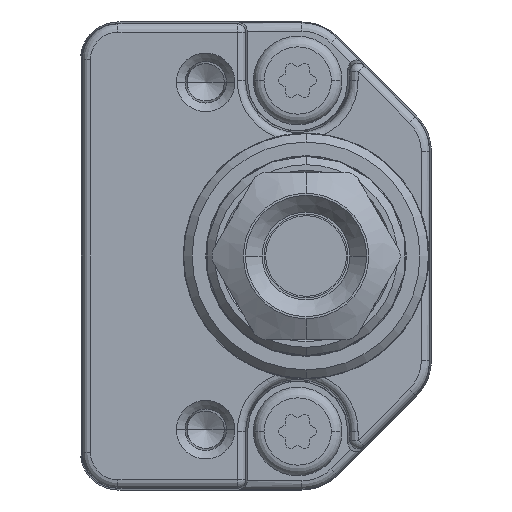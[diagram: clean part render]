
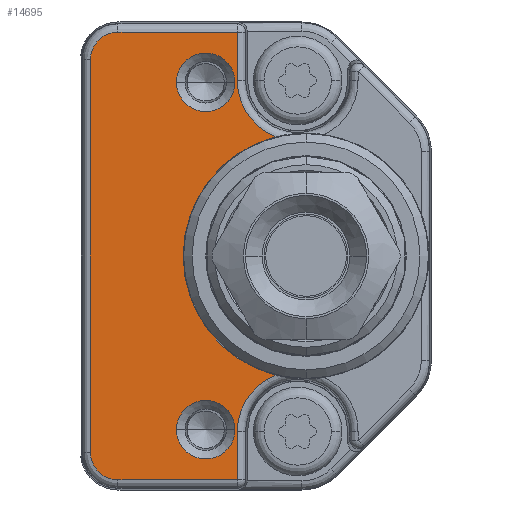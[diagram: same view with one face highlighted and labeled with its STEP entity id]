
A CAD part, left-side view. The second image highlights one B-rep face of the part: STEP entity #14695.
In plain terms, the highlighted planar face has unit normal (-1, 0, 0).
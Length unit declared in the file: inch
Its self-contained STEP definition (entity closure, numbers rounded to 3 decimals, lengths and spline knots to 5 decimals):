
#294=DIRECTION('',(0.,0.,1.));
#295=VECTOR('',#294,0.11399);
#296=CARTESIAN_POINT('',(-0.49213,0.45723,
-0.52737));
#297=LINE('',#296,#295);
#298=DIRECTION('',(0.,-1.,0.));
#299=VECTOR('',#298,0.28096);
#300=CARTESIAN_POINT('',(-0.49213,0.73819,
-0.52737));
#301=LINE('',#300,#299);
#302=CARTESIAN_POINT('',(-0.49213,0.73819,
-0.4626));
#303=DIRECTION('',(-1.,0.,0.));
#304=DIRECTION('',(0.,1.,0.));
#305=AXIS2_PLACEMENT_3D('',#302,#303,#304);
#307=DIRECTION('',(0.,0.,-1.));
#308=VECTOR('',#307,0.9252);
#309=CARTESIAN_POINT('',(-0.49213,0.80296,
0.4626));
#310=LINE('',#309,#308);
#311=CARTESIAN_POINT('',(-0.49213,0.73819,
0.4626));
#312=DIRECTION('',(-1.,0.,0.));
#313=DIRECTION('',(0.,0.,1.));
#314=AXIS2_PLACEMENT_3D('',#311,#312,#313);
#316=DIRECTION('',(0.,1.,0.));
#317=VECTOR('',#316,0.28096);
#318=CARTESIAN_POINT('',(-0.49213,0.45723,
0.52737));
#319=LINE('',#318,#317);
#320=DIRECTION('',(0.,0.,1.));
#321=VECTOR('',#320,0.11399);
#322=CARTESIAN_POINT('',(-0.49213,0.45723,
0.41339));
#323=LINE('',#322,#321);
#324=CARTESIAN_POINT('',(-0.49213,0.31496,
0.41339));
#325=DIRECTION('',(1.,0.,0.));
#326=DIRECTION('',(0.,0.359,-0.933));
#327=AXIS2_PLACEMENT_3D('',#324,#325,#326);
#329=CARTESIAN_POINT('',(-0.49213,0.29528,0.));
#330=DIRECTION('',(-1.,0.,0.));
#331=DIRECTION('',(0.,0.244,0.97));
#332=AXIS2_PLACEMENT_3D('',#329,#330,#331);
#334=CARTESIAN_POINT('',(-0.49213,0.31496,
-0.41339));
#335=DIRECTION('',(1.,0.,0.));
#336=DIRECTION('',(0.,1.,0.));
#337=AXIS2_PLACEMENT_3D('',#334,#335,#336);
#339=CARTESIAN_POINT('',(-0.49213,0.5315,
-0.40915));
#340=DIRECTION('',(1.,0.,0.));
#341=DIRECTION('',(0.,-1.,0.));
#342=AXIS2_PLACEMENT_3D('',#339,#340,#341);
#344=CARTESIAN_POINT('',(-0.49213,0.5315,
-0.40915));
#345=DIRECTION('',(1.,0.,0.));
#346=DIRECTION('',(0.,1.,0.));
#347=AXIS2_PLACEMENT_3D('',#344,#345,#346);
#349=CARTESIAN_POINT('',(-0.49213,0.5315,
0.40915));
#350=DIRECTION('',(1.,0.,0.));
#351=DIRECTION('',(0.,-1.,0.));
#352=AXIS2_PLACEMENT_3D('',#349,#350,#351);
#354=CARTESIAN_POINT('',(-0.49213,0.5315,
0.40915));
#355=DIRECTION('',(1.,0.,0.));
#356=DIRECTION('',(0.,1.,0.));
#357=AXIS2_PLACEMENT_3D('',#354,#355,#356);
#12597=CARTESIAN_POINT('',(-0.49213,0.80296,
-0.4626));
#12598=CARTESIAN_POINT('',(-0.49213,0.73819,
-0.52737));
#12599=VERTEX_POINT('',#12597);
#12600=VERTEX_POINT('',#12598);
#12605=CARTESIAN_POINT('',(-0.49213,0.80296,
0.4626));
#12606=VERTEX_POINT('',#12605);
#12609=CARTESIAN_POINT('',(-0.49213,0.73819,
0.52737));
#12610=VERTEX_POINT('',#12609);
#12637=CARTESIAN_POINT('',(-0.49213,0.45723,
-0.52737));
#12638=CARTESIAN_POINT('',(-0.49213,0.45723,
-0.41339));
#12639=VERTEX_POINT('',#12637);
#12640=VERTEX_POINT('',#12638);
#12662=CARTESIAN_POINT('',(-0.49213,0.366,
-0.28059));
#12663=VERTEX_POINT('',#12662);
#12678=CARTESIAN_POINT('',(-0.49213,0.45723,
0.41339));
#12679=CARTESIAN_POINT('',(-0.49213,0.45723,
0.52737));
#12680=VERTEX_POINT('',#12678);
#12681=VERTEX_POINT('',#12679);
#12702=CARTESIAN_POINT('',(-0.49213,0.366,
0.28059));
#12703=VERTEX_POINT('',#12702);
#12746=CARTESIAN_POINT('',(-0.49213,0.4626,
-0.40915));
#12747=CARTESIAN_POINT('',(-0.49213,0.60039,
-0.40915));
#12748=VERTEX_POINT('',#12746);
#12749=VERTEX_POINT('',#12747);
#12754=CARTESIAN_POINT('',(-0.49213,0.4626,
0.40915));
#12755=CARTESIAN_POINT('',(-0.49213,0.60039,
0.40915));
#12756=VERTEX_POINT('',#12754);
#12757=VERTEX_POINT('',#12755);
#14657=CARTESIAN_POINT('',(-0.49213,0.,0.));
#14658=DIRECTION('',(-1.,0.,0.));
#14659=DIRECTION('',(0.,0.,1.));
#14660=AXIS2_PLACEMENT_3D('',#14657,#14658,#14659);
#14661=PLANE('',#14660);
#14663=ORIENTED_EDGE('',*,*,#14662,.F.);
#14665=ORIENTED_EDGE('',*,*,#14664,.F.);
#14667=ORIENTED_EDGE('',*,*,#14666,.F.);
#14668=ORIENTED_EDGE('',*,*,#14647,.F.);
#14670=ORIENTED_EDGE('',*,*,#14669,.F.);
#14672=ORIENTED_EDGE('',*,*,#14671,.F.);
#14674=ORIENTED_EDGE('',*,*,#14673,.F.);
#14676=ORIENTED_EDGE('',*,*,#14675,.F.);
#14678=ORIENTED_EDGE('',*,*,#14677,.T.);
#14680=ORIENTED_EDGE('',*,*,#14679,.F.);
#14681=EDGE_LOOP('',(#14663,#14665,#14667,#14668,#14670,#14672,#14674,#14676,
#14678,#14680));
#14682=FACE_OUTER_BOUND('',#14681,.F.);
#14684=ORIENTED_EDGE('',*,*,#14683,.F.);
#14686=ORIENTED_EDGE('',*,*,#14685,.F.);
#14687=EDGE_LOOP('',(#14684,#14686));
#14688=FACE_BOUND('',#14687,.F.);
#14690=ORIENTED_EDGE('',*,*,#14689,.F.);
#14692=ORIENTED_EDGE('',*,*,#14691,.F.);
#14693=EDGE_LOOP('',(#14690,#14692));
#14694=FACE_BOUND('',#14693,.F.);
#14695=ADVANCED_FACE('',(#14682,#14688,#14694),#14661,.T.);
#306=CIRCLE('',#305,0.06477);
#315=CIRCLE('',#314,0.06477);
#328=CIRCLE('',#327,0.14227);
#333=CIRCLE('',#332,0.28937);
#338=CIRCLE('',#337,0.14227);
#343=CIRCLE('',#342,0.0689);
#348=CIRCLE('',#347,0.0689);
#353=CIRCLE('',#352,0.0689);
#358=CIRCLE('',#357,0.0689);
#14647=EDGE_CURVE('',#12606,#12599,#310,.T.);
#14662=EDGE_CURVE('',#12639,#12640,#297,.T.);
#14664=EDGE_CURVE('',#12600,#12639,#301,.T.);
#14666=EDGE_CURVE('',#12599,#12600,#306,.T.);
#14669=EDGE_CURVE('',#12610,#12606,#315,.T.);
#14671=EDGE_CURVE('',#12681,#12610,#319,.T.);
#14673=EDGE_CURVE('',#12680,#12681,#323,.T.);
#14675=EDGE_CURVE('',#12703,#12680,#328,.T.);
#14677=EDGE_CURVE('',#12703,#12663,#333,.T.);
#14679=EDGE_CURVE('',#12640,#12663,#338,.T.);
#14683=EDGE_CURVE('',#12748,#12749,#343,.T.);
#14685=EDGE_CURVE('',#12749,#12748,#348,.T.);
#14689=EDGE_CURVE('',#12756,#12757,#353,.T.);
#14691=EDGE_CURVE('',#12757,#12756,#358,.T.);
